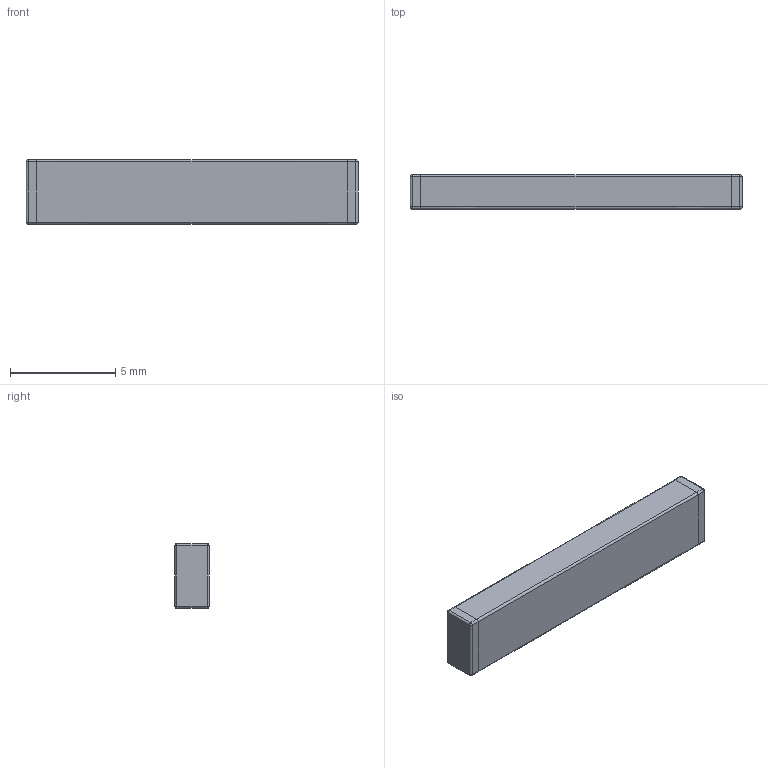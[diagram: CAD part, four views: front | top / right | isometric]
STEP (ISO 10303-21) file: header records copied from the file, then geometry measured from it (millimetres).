
FILE_DESCRIPTION (( 'STEP AP214' ), '1' );
FILE_NAME ('RainSun 433MHz.STEP', '2013-03-10T15:01:32', ( '' ), ( '' ), 'SwSTEP 2.0', 'SolidWorks 2010', '' );
FILE_SCHEMA (( 'AUTOMOTIVE_DESIGN' ));
Length unit declared in the file: millimetre
Products named in the file (3): 22; 11; RainSun 433MHz
Assembly tree (2 placements, depth 2):
  RainSun 433MHz
    11
    22
Bounding box: 15.8 x 1.63 x 3.08 mm (x, y, z)
Volume: 79.1 mm3; surface area: 175.4 mm2
Topology: 3 solids, 3 shells, 46 faces, 104 edges, 56 vertices
Faces by surface type: bspline 20, plane 18, sphere 8
Entity records: 1507 total; most frequent: CARTESIAN_POINT 703, ORIENTED_EDGE 192, EDGE_CURVE 96, DIRECTION 78, VERTEX_POINT 56, ADVANCED_FACE 46, EDGE_LOOP 46, FACE_OUTER_BOUND 46
